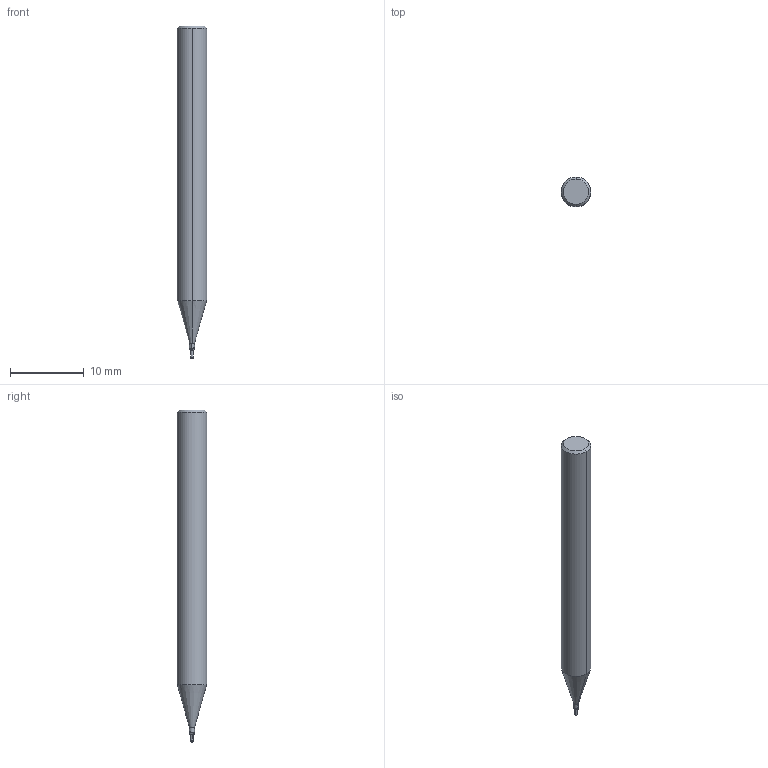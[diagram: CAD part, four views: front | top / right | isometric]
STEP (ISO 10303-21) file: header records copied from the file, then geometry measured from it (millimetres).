
FILE_DESCRIPTION(('no description'),'unknown implementation level');
FILE_NAME('EXN1-M15-0003-0_7X2-Detail.stp',' ',('CIMSOURCE GmbH'),('CADClick - KiM GmbH - www.kimweb.de'),'unknown preprocess','ACIS','unknown authorization');
FILE_SCHEMA(('automotive_design'));
Length unit declared in the file: millimetre
Products named in the file (2): NOCUT; CUT
Bounding box: 4 x 4 x 45 mm (x, y, z)
Volume: 496.6 mm3; surface area: 525.7 mm2
Topology: 2 solids, 2 shells, 41 faces, 104 edges, 63 vertices
Faces by surface type: plane 13, cylinder 10, revolution 10, cone 8
Entity records: 2570 total; most frequent: CARTESIAN_POINT 400, DIRECTION 216, STYLED_ITEM 206, PRESENTATION_STYLE_ASSIGNMENT 206, COLOUR_RGB 206, ORIENTED_EDGE 200, EDGE_CURVE 100, CURVE_STYLE 100
